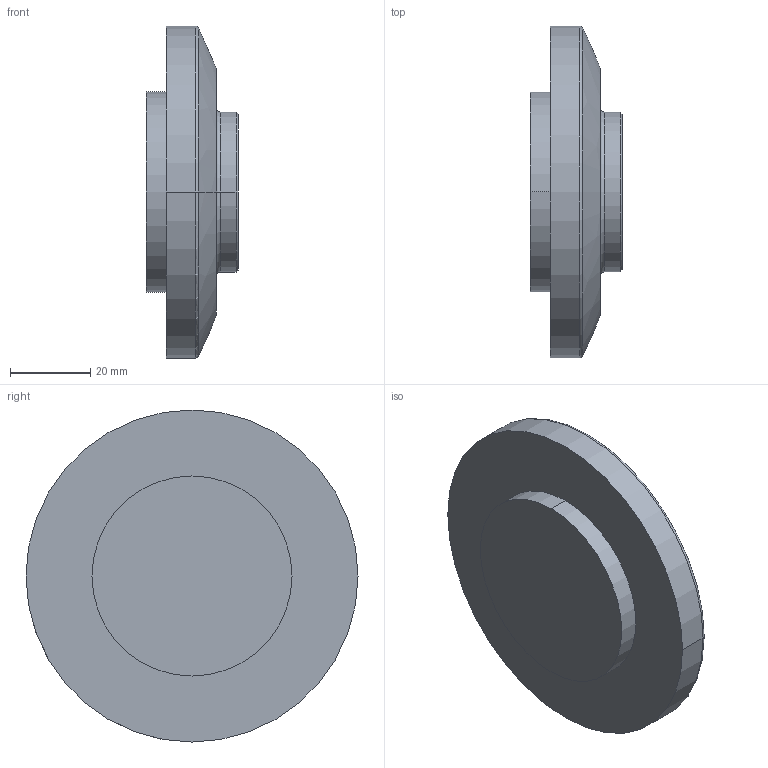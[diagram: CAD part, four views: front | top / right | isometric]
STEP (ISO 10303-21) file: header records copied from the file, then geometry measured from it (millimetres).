
FILE_DESCRIPTION (( 'STEP AP203' ), '1' );
FILE_NAME ('KR_6_R900-2_V01.sldasm-Part-1_Valor predeterminado_sldprt.STEP', '2019-06-20T10:46:58', ( '' ), ( '' ), 'SwSTEP 2.0', 'SolidWorks 2018', '' );
FILE_SCHEMA (( 'CONFIG_CONTROL_DESIGN' ));
Length unit declared in the file: millimetre
Products named in the file (1): KR_6_R900-2_V01.sldasm-Part-1_Valor predeterminado_sldprt
Bounding box: 23 x 83 x 83 mm (x, y, z)
Volume: 76023.5 mm3; surface area: 15646.4 mm2
Topology: 1 solids, 1 shells, 63 faces, 144 edges, 78 vertices
Faces by surface type: cylinder 24, cone 20, torus 9, plane 7, sphere 3
Entity records: 1748 total; most frequent: DIRECTION 329, CARTESIAN_POINT 286, ORIENTED_EDGE 256, AXIS2_PLACEMENT_3D 141, EDGE_CURVE 128, VERTEX_POINT 78, CIRCLE 77, EDGE_LOOP 74
